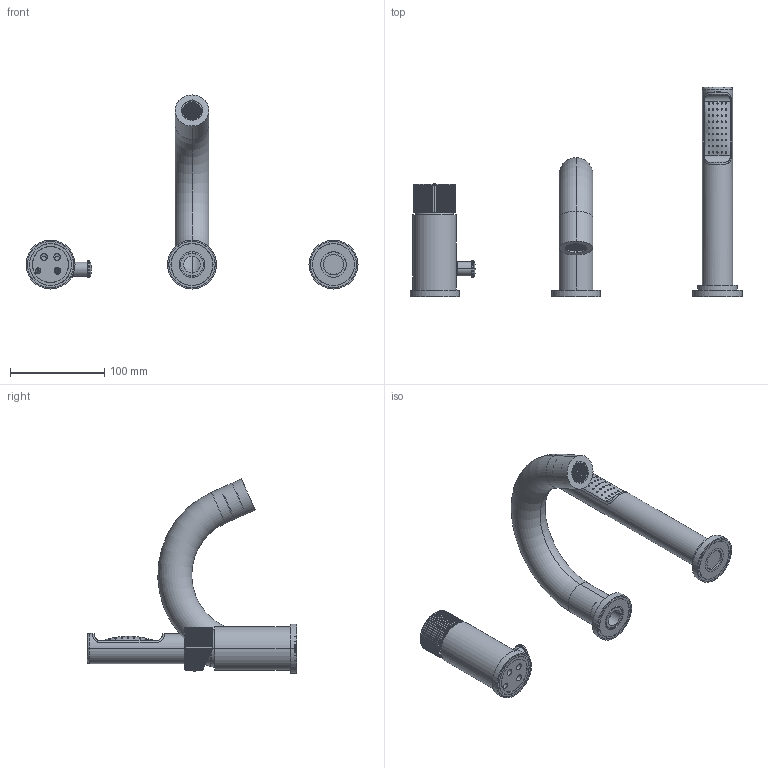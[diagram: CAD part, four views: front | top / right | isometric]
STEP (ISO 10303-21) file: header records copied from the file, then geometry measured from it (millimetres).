
FILE_DESCRIPTION((''),'2;1');
FILE_NAME('JO040LCR','2021-02-02T14:44:16',('ut3'),('PAFFONI SpA'),'CREO PARAMETRIC BY PTC INC, 2020044','CREO PARAMETRIC BY PTC INC, 2020044','');
FILE_SCHEMA(('CONFIG_CONTROL_DESIGN','SHAPE_APPEARANCE_LAYERS_GROUPS'));
Length unit declared in the file: millimetre
Products named in the file (1): JO040LCR
Bounding box: 352 x 222 x 205.82 mm (x, y, z)
Volume: 292144.9 mm3; surface area: 197225.9 mm2
Topology: 4 solids, 4 shells, 2288 faces, 6350 edges, 4085 vertices
Faces by surface type: plane 1339, cylinder 697, torus 120, cone 111, bspline 11, sphere 10
Entity records: 109008 total; most frequent: CARTESIAN_POINT 33957, ORIENTED_EDGE 12656, DIRECTION 11611, EDGE_CURVE 6328, VERTEX_POINT 4083, AXIS2_PLACEMENT_3D 3937, VECTOR 3737, LINE 3737
